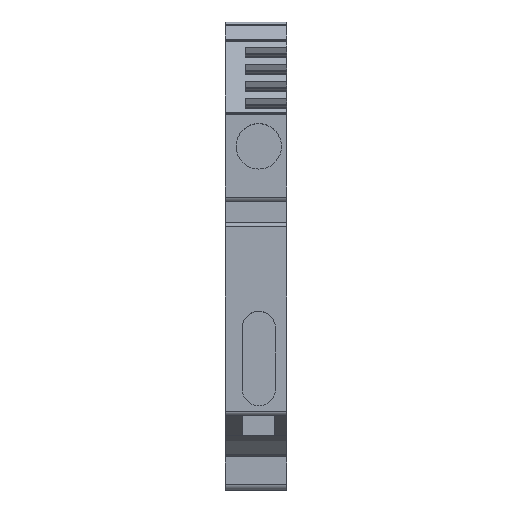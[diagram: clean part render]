
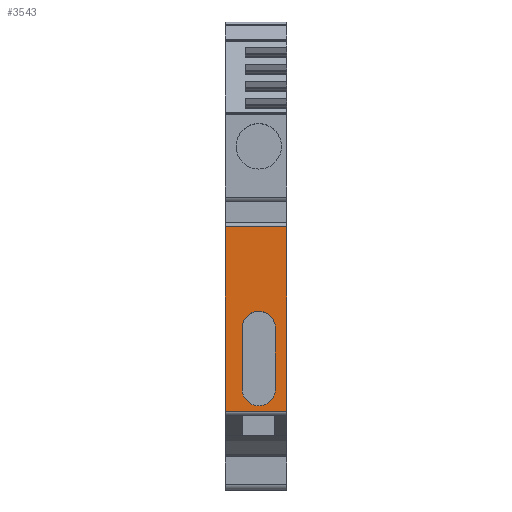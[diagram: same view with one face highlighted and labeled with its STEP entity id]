
A CAD part, top view. The second image highlights one B-rep face of the part: STEP entity #3543.
In plain terms, the highlighted planar face has unit normal (0, 0, 1).
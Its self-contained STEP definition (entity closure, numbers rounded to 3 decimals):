
#3496=AXIS2_PLACEMENT_3D('Plane Axis2P3D',#3493,#3494,#3495) ;
#3511=AXIS2_PLACEMENT_3D('Circle Axis2P3D',#3509,#3510,$) ;
#3527=AXIS2_PLACEMENT_3D('Circle Axis2P3D',#3525,#3526,$) ;
#375=CARTESIAN_POINT('Vertex',(7.9,33.7,46.25)) ;
#378=CARTESIAN_POINT('Line Origine',(7.9,21.85,46.25)) ;
#382=CARTESIAN_POINT('Vertex',(7.9,10.,46.25)) ;
#2528=CARTESIAN_POINT('Vertex',(0.,10.,46.25)) ;
#2531=CARTESIAN_POINT('Line Origine',(0.,21.85,46.25)) ;
#2535=CARTESIAN_POINT('Vertex',(0.,33.7,46.25)) ;
#3481=CARTESIAN_POINT('Line Origine',(7.9,33.7,46.25)) ;
#3493=CARTESIAN_POINT('Axis2P3D Location',(7.9,33.7,46.25)) ;
#3498=CARTESIAN_POINT('Line Origine',(3.95,10.,46.25)) ;
#3509=CARTESIAN_POINT('Axis2P3D Location',(4.3,20.73,46.25)) ;
#3513=CARTESIAN_POINT('Vertex',(6.43,20.73,46.25)) ;
#3515=CARTESIAN_POINT('Vertex',(2.17,20.73,46.25)) ;
#3518=CARTESIAN_POINT('Line Origine',(6.43,16.795,46.25)) ;
#3522=CARTESIAN_POINT('Vertex',(6.43,12.86,46.25)) ;
#3525=CARTESIAN_POINT('Axis2P3D Location',(4.3,12.86,46.25)) ;
#3529=CARTESIAN_POINT('Vertex',(2.17,12.86,46.25)) ;
#3532=CARTESIAN_POINT('Line Origine',(2.17,16.795,46.25)) ;
#379=DIRECTION('Vector Direction',(0.,-1.,0.)) ;
#2532=DIRECTION('Vector Direction',(0.,-1.,0.)) ;
#3482=DIRECTION('Vector Direction',(1.,0.,0.)) ;
#3494=DIRECTION('Axis2P3D Direction',(0.,0.,-1.)) ;
#3495=DIRECTION('Axis2P3D XDirection',(-1.,0.,0.)) ;
#3499=DIRECTION('Vector Direction',(-1.,0.,0.)) ;
#3510=DIRECTION('Axis2P3D Direction',(0.,0.,-1.)) ;
#3519=DIRECTION('Vector Direction',(0.,1.,0.)) ;
#3526=DIRECTION('Axis2P3D Direction',(0.,0.,-1.)) ;
#3533=DIRECTION('Vector Direction',(0.,-1.,0.)) ;
#380=VECTOR('Line Direction',#379,1.) ;
#2533=VECTOR('Line Direction',#2532,1.) ;
#3483=VECTOR('Line Direction',#3482,1.) ;
#3500=VECTOR('Line Direction',#3499,1.) ;
#3520=VECTOR('Line Direction',#3519,1.) ;
#3534=VECTOR('Line Direction',#3533,1.) ;
#3504=ORIENTED_EDGE('',*,*,#2537,.T.) ;
#3505=ORIENTED_EDGE('',*,*,#3502,.F.) ;
#3506=ORIENTED_EDGE('',*,*,#384,.F.) ;
#3507=ORIENTED_EDGE('',*,*,#3485,.T.) ;
#3538=ORIENTED_EDGE('',*,*,#3517,.F.) ;
#3539=ORIENTED_EDGE('',*,*,#3524,.F.) ;
#3540=ORIENTED_EDGE('',*,*,#3531,.F.) ;
#3541=ORIENTED_EDGE('',*,*,#3536,.F.) ;
#3542=FACE_BOUND('',#3537,.T.) ;
#3543=ADVANCED_FACE('V1',(#3508,#3542),#3497,.F.) ;
#3512=CIRCLE('generated circle',#3511,2.13) ;
#3528=CIRCLE('generated circle',#3527,2.13) ;
#384=EDGE_CURVE('',#376,#383,#381,.T.) ;
#2537=EDGE_CURVE('',#2536,#2529,#2534,.T.) ;
#3485=EDGE_CURVE('',#376,#2536,#3484,.F.) ;
#3502=EDGE_CURVE('',#383,#2529,#3501,.T.) ;
#3517=EDGE_CURVE('',#3514,#3516,#3512,.F.) ;
#3524=EDGE_CURVE('',#3523,#3514,#3521,.T.) ;
#3531=EDGE_CURVE('',#3530,#3523,#3528,.F.) ;
#3536=EDGE_CURVE('',#3516,#3530,#3535,.T.) ;
#3503=EDGE_LOOP('',(#3504,#3505,#3506,#3507)) ;
#3537=EDGE_LOOP('',(#3538,#3539,#3540,#3541)) ;
#3508=FACE_OUTER_BOUND('',#3503,.T.) ;
#381=LINE('Line',#378,#380) ;
#2534=LINE('Line',#2531,#2533) ;
#3484=LINE('Line',#3481,#3483) ;
#3501=LINE('Line',#3498,#3500) ;
#3521=LINE('Line',#3518,#3520) ;
#3535=LINE('Line',#3532,#3534) ;
#3497=PLANE('',#3496) ;
#376=VERTEX_POINT('',#375) ;
#383=VERTEX_POINT('',#382) ;
#2529=VERTEX_POINT('',#2528) ;
#2536=VERTEX_POINT('',#2535) ;
#3514=VERTEX_POINT('',#3513) ;
#3516=VERTEX_POINT('',#3515) ;
#3523=VERTEX_POINT('',#3522) ;
#3530=VERTEX_POINT('',#3529) ;
